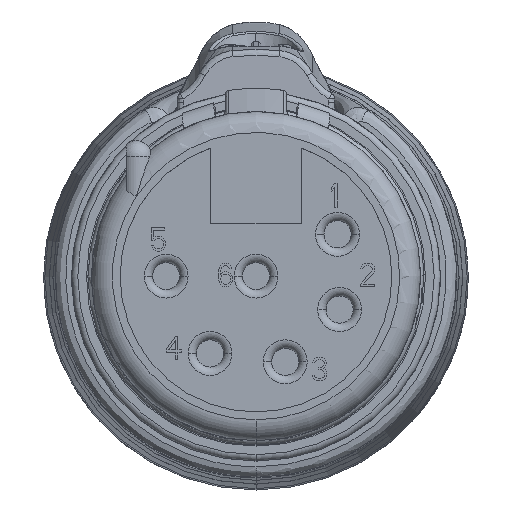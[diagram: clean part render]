
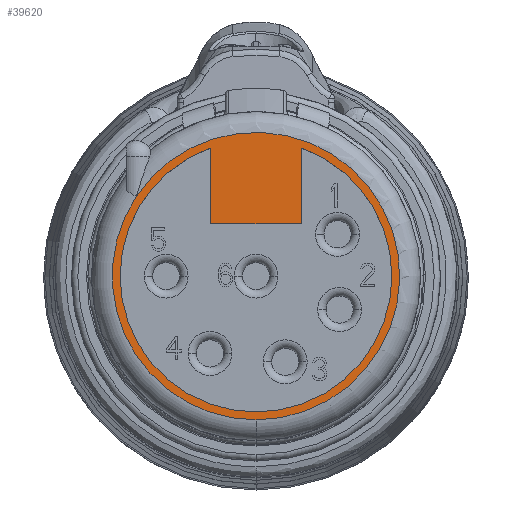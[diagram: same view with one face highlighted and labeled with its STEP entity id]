
A CAD part, top view. The second image highlights one B-rep face of the part: STEP entity #39620.
In plain terms, the highlighted planar face has unit normal (0, 0, 1).
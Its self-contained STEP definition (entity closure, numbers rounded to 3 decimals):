
#11461=CARTESIAN_POINT('',(0.,0.,15.7));
#11462=DIRECTION('',(0.,0.,1.));
#11463=DIRECTION('',(0.,-1.,0.));
#11464=AXIS2_PLACEMENT_3D('',#11461,#11462,#11463);
#11495=CARTESIAN_POINT('',(0.,0.,15.7));
#11496=DIRECTION('',(0.,0.,1.));
#11497=DIRECTION('',(-0.833,0.553,0.));
#11498=AXIS2_PLACEMENT_3D('',#11495,#11496,#11497);
#11500=DIRECTION('',(-1.,0.,0.));
#11501=VECTOR('',#11500,4.14);
#11502=CARTESIAN_POINT('',(2.07,2.5,15.7));
#11503=LINE('',#11502,#11501);
#11700=CARTESIAN_POINT('',(2.07,2.5,15.7));
#11701=CARTESIAN_POINT('',(2.113,2.5,15.7));
#11702=CARTESIAN_POINT('',(2.167,2.533,15.7));
#11703=CARTESIAN_POINT('',(2.2,2.587,15.7));
#11704=CARTESIAN_POINT('',(2.2,2.63,15.7));
#12599=CARTESIAN_POINT('',(0.,0.,15.7));
#12600=DIRECTION('',(0.,0.,-1.));
#12601=DIRECTION('',(0.338,0.941,0.));
#12602=AXIS2_PLACEMENT_3D('',#12599,#12600,#12601);
#12608=DIRECTION('',(0.,1.,0.));
#12609=VECTOR('',#12608,3.486);
#12610=CARTESIAN_POINT('',(2.2,2.63,15.7));
#12611=LINE('',#12610,#12609);
#12626=DIRECTION('',(0.,1.,0.));
#12627=VECTOR('',#12626,3.486);
#12628=CARTESIAN_POINT('',(-2.2,2.63,15.7));
#12629=LINE('',#12628,#12627);
#12640=CARTESIAN_POINT('',(-2.2,2.63,15.7));
#12641=CARTESIAN_POINT('',(-2.2,2.587,15.7));
#12642=CARTESIAN_POINT('',(-2.167,2.533,15.7));
#12643=CARTESIAN_POINT('',(-2.113,2.5,15.7));
#12644=CARTESIAN_POINT('',(-2.07,2.5,15.7));
#17130=CARTESIAN_POINT('',(0.,-6.875,15.7));
#17132=VERTEX_POINT('',#17130);
#17135=CARTESIAN_POINT('',(-5.728,3.802,15.7));
#17136=VERTEX_POINT('',#17135);
#17408=VERTEX_POINT('',#11700);
#17409=VERTEX_POINT('',#11704);
#17410=VERTEX_POINT('',#12640);
#17411=VERTEX_POINT('',#12644);
#17412=CARTESIAN_POINT('',(2.2,6.116,15.7));
#17413=VERTEX_POINT('',#17412);
#17414=CARTESIAN_POINT('',(-2.2,6.116,15.7));
#17415=VERTEX_POINT('',#17414);
#39596=CARTESIAN_POINT('',(0.,0.,15.7));
#39597=DIRECTION('',(0.,0.,-1.));
#39598=DIRECTION('',(0.,-1.,0.));
#39599=AXIS2_PLACEMENT_3D('',#39596,#39597,#39598);
#39600=PLANE('',#39599);
#39601=ORIENTED_EDGE('',*,*,#39583,.F.);
#39603=ORIENTED_EDGE('',*,*,#39602,.F.);
#39604=EDGE_LOOP('',(#39601,#39603));
#39605=FACE_OUTER_BOUND('',#39604,.F.);
#39607=ORIENTED_EDGE('',*,*,#39606,.F.);
#39609=ORIENTED_EDGE('',*,*,#39608,.T.);
#39611=ORIENTED_EDGE('',*,*,#39610,.F.);
#39613=ORIENTED_EDGE('',*,*,#39612,.T.);
#39615=ORIENTED_EDGE('',*,*,#39614,.F.);
#39617=ORIENTED_EDGE('',*,*,#39616,.F.);
#39618=EDGE_LOOP('',(#39607,#39609,#39611,#39613,#39615,#39617));
#39619=FACE_BOUND('',#39618,.F.);
#39620=ADVANCED_FACE('',(#39605,#39619),#39600,.F.);
#11465=CIRCLE('',#11464,6.875);
#11499=CIRCLE('',#11498,6.875);
#11705=B_SPLINE_CURVE_WITH_KNOTS('',3,(#11700,#11701,#11702,#11703,#11704),
.UNSPECIFIED.,.F.,.F.,(4,1,4),(0.,0.5,1.),.UNSPECIFIED.);
#12603=CIRCLE('',#12602,6.5);
#12645=B_SPLINE_CURVE_WITH_KNOTS('',3,(#12640,#12641,#12642,#12643,#12644),
.UNSPECIFIED.,.F.,.F.,(4,1,4),(0.,0.5,1.),.UNSPECIFIED.);
#39583=EDGE_CURVE('',#17132,#17136,#11465,.T.);
#39602=EDGE_CURVE('',#17136,#17132,#11499,.T.);
#39606=EDGE_CURVE('',#17408,#17409,#11705,.T.);
#39608=EDGE_CURVE('',#17408,#17411,#11503,.T.);
#39610=EDGE_CURVE('',#17410,#17411,#12645,.T.);
#39612=EDGE_CURVE('',#17410,#17415,#12629,.T.);
#39614=EDGE_CURVE('',#17413,#17415,#12603,.T.);
#39616=EDGE_CURVE('',#17409,#17413,#12611,.T.);
